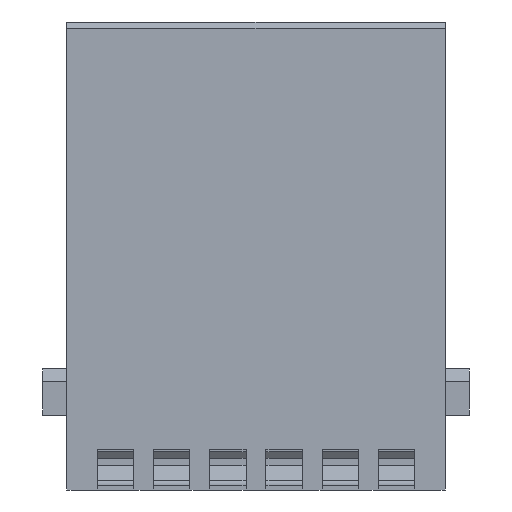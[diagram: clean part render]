
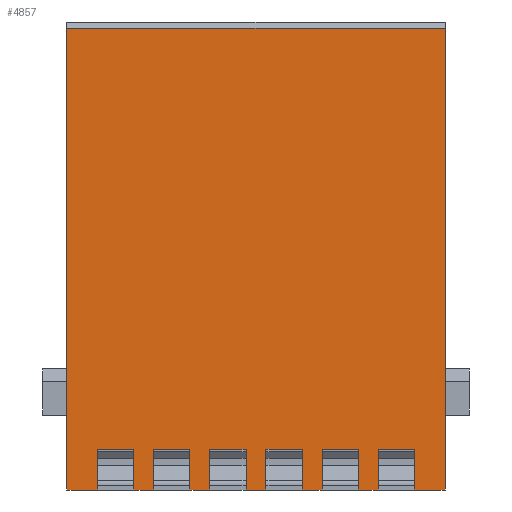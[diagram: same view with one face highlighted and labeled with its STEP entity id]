
A CAD part, left-side view. The second image highlights one B-rep face of the part: STEP entity #4857.
In plain terms, the highlighted planar face has unit normal (-1, 0, 0).
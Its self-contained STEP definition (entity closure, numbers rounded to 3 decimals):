
#4312=FACE_OUTER_BOUND('',#8268,.T.);
#4857=ADVANCED_FACE('',(#4312),#5378,.T.);
#5378=PLANE('',#15401);
#5707=LINE('',#18852,#6714);
#5736=LINE('',#18928,#6743);
#5778=LINE('',#19055,#6785);
#5795=LINE('',#19109,#6802);
#5812=LINE('',#19158,#6819);
#5834=LINE('',#19233,#6841);
#5920=LINE('',#19471,#6927);
#5932=LINE('',#19498,#6939);
#5953=LINE('',#19593,#6960);
#5961=LINE('',#19611,#6968);
#5977=LINE('',#19661,#6984);
#5985=LINE('',#19679,#6992);
#6087=LINE('',#19972,#7094);
#6095=LINE('',#19990,#7102);
#6114=LINE('',#20041,#7121);
#6122=LINE('',#20059,#7129);
#6130=LINE('',#20080,#7137);
#6138=LINE('',#20098,#7145);
#6264=LINE('',#21228,#7271);
#6270=LINE('',#21236,#7277);
#6272=LINE('',#21238,#7279);
#6274=LINE('',#21240,#7281);
#6276=LINE('',#21242,#7283);
#6278=LINE('',#21244,#7285);
#6280=LINE('',#21246,#7287);
#6282=LINE('',#21248,#7289);
#6310=LINE('',#21302,#7317);
#6311=LINE('',#21304,#7318);
#6714=VECTOR('',#15946,1.);
#6743=VECTOR('',#15999,1.);
#6785=VECTOR('',#16093,1.);
#6802=VECTOR('',#16134,1.);
#6819=VECTOR('',#16169,1.);
#6841=VECTOR('',#16227,1.);
#6927=VECTOR('',#16427,1.);
#6939=VECTOR('',#16449,1.);
#6960=VECTOR('',#16508,1.);
#6968=VECTOR('',#16520,1.);
#6984=VECTOR('',#16570,1.);
#6992=VECTOR('',#16582,1.);
#7094=VECTOR('',#16860,1.);
#7102=VECTOR('',#16872,1.);
#7121=VECTOR('',#16923,1.);
#7129=VECTOR('',#16935,1.);
#7137=VECTOR('',#16959,1.);
#7145=VECTOR('',#16971,1.);
#7271=VECTOR('',#17417,1.);
#7277=VECTOR('',#17425,1.);
#7279=VECTOR('',#17427,1.);
#7281=VECTOR('',#17429,1.);
#7283=VECTOR('',#17431,1.);
#7285=VECTOR('',#17433,1.);
#7287=VECTOR('',#17435,1.);
#7289=VECTOR('',#17437,1.);
#7317=VECTOR('',#17491,1.);
#7318=VECTOR('',#17494,1.);
#8268=EDGE_LOOP('',(#10300,#10301,#10302,#10303,#10304,#10305,#10306,#10307,
#10308,#10309,#10310,#10311,#10312,#10313,#10314,#10315,#10316,#10317,#10318,
#10319,#10320,#10321,#10322,#10323,#10324,#10325,#10326,#10327));
#10300=ORIENTED_EDGE('',*,*,#13553,.T.);
#10301=ORIENTED_EDGE('',*,*,#13512,.T.);
#10302=ORIENTED_EDGE('',*,*,#12857,.T.);
#10303=ORIENTED_EDGE('',*,*,#13258,.T.);
#10304=ORIENTED_EDGE('',*,*,#13267,.T.);
#10305=ORIENTED_EDGE('',*,*,#13510,.T.);
#10306=ORIENTED_EDGE('',*,*,#12822,.T.);
#10307=ORIENTED_EDGE('',*,*,#13024,.T.);
#10308=ORIENTED_EDGE('',*,*,#13033,.T.);
#10309=ORIENTED_EDGE('',*,*,#13508,.T.);
#10310=ORIENTED_EDGE('',*,*,#12774,.T.);
#10311=ORIENTED_EDGE('',*,*,#13238,.T.);
#10312=ORIENTED_EDGE('',*,*,#13247,.T.);
#10313=ORIENTED_EDGE('',*,*,#13506,.T.);
#10314=ORIENTED_EDGE('',*,*,#12676,.T.);
#10315=ORIENTED_EDGE('',*,*,#13056,.T.);
#10316=ORIENTED_EDGE('',*,*,#13065,.T.);
#10317=ORIENTED_EDGE('',*,*,#13504,.T.);
#10318=ORIENTED_EDGE('',*,*,#12799,.T.);
#10319=ORIENTED_EDGE('',*,*,#13204,.T.);
#10320=ORIENTED_EDGE('',*,*,#13213,.T.);
#10321=ORIENTED_EDGE('',*,*,#13502,.T.);
#10322=ORIENTED_EDGE('',*,*,#12713,.T.);
#10323=ORIENTED_EDGE('',*,*,#12971,.T.);
#10324=ORIENTED_EDGE('',*,*,#13494,.T.);
#10325=ORIENTED_EDGE('',*,*,#13500,.T.);
#10326=ORIENTED_EDGE('',*,*,#13552,.T.);
#10327=ORIENTED_EDGE('',*,*,#12984,.T.);
#11693=VERTEX_POINT('',#18851);
#11694=VERTEX_POINT('',#18853);
#11728=VERTEX_POINT('',#18927);
#11729=VERTEX_POINT('',#18929);
#11787=VERTEX_POINT('',#19054);
#11788=VERTEX_POINT('',#19056);
#11812=VERTEX_POINT('',#19108);
#11813=VERTEX_POINT('',#19110);
#11835=VERTEX_POINT('',#19157);
#11836=VERTEX_POINT('',#19159);
#11870=VERTEX_POINT('',#19232);
#11871=VERTEX_POINT('',#19234);
#11966=VERTEX_POINT('',#19472);
#11973=VERTEX_POINT('',#19493);
#11975=VERTEX_POINT('',#19497);
#12011=VERTEX_POINT('',#19594);
#12018=VERTEX_POINT('',#19610);
#12036=VERTEX_POINT('',#19662);
#12043=VERTEX_POINT('',#19678);
#12147=VERTEX_POINT('',#19973);
#12154=VERTEX_POINT('',#19989);
#12171=VERTEX_POINT('',#20042);
#12178=VERTEX_POINT('',#20058);
#12184=VERTEX_POINT('',#20081);
#12191=VERTEX_POINT('',#20097);
#12310=VERTEX_POINT('',#21227);
#12311=VERTEX_POINT('',#21235);
#12312=VERTEX_POINT('',#21249);
#12676=EDGE_CURVE('',#11694,#11693,#5707,.T.);
#12713=EDGE_CURVE('',#11729,#11728,#5736,.T.);
#12774=EDGE_CURVE('',#11788,#11787,#5778,.T.);
#12799=EDGE_CURVE('',#11813,#11812,#5795,.T.);
#12822=EDGE_CURVE('',#11836,#11835,#5812,.T.);
#12857=EDGE_CURVE('',#11871,#11870,#5834,.T.);
#12971=EDGE_CURVE('',#11728,#11966,#5920,.T.);
#12984=EDGE_CURVE('',#11973,#11975,#5932,.T.);
#13024=EDGE_CURVE('',#11835,#12011,#5953,.T.);
#13033=EDGE_CURVE('',#12011,#12018,#5961,.T.);
#13056=EDGE_CURVE('',#11693,#12036,#5977,.T.);
#13065=EDGE_CURVE('',#12036,#12043,#5985,.T.);
#13204=EDGE_CURVE('',#11812,#12147,#6087,.T.);
#13213=EDGE_CURVE('',#12147,#12154,#6095,.T.);
#13238=EDGE_CURVE('',#11787,#12171,#6114,.T.);
#13247=EDGE_CURVE('',#12171,#12178,#6122,.T.);
#13258=EDGE_CURVE('',#11870,#12184,#6130,.T.);
#13267=EDGE_CURVE('',#12184,#12191,#6138,.T.);
#13494=EDGE_CURVE('',#11966,#12310,#6264,.T.);
#13500=EDGE_CURVE('',#12310,#12311,#6270,.T.);
#13502=EDGE_CURVE('',#12154,#11729,#6272,.T.);
#13504=EDGE_CURVE('',#12043,#11813,#6274,.T.);
#13506=EDGE_CURVE('',#12178,#11694,#6276,.T.);
#13508=EDGE_CURVE('',#12018,#11788,#6278,.T.);
#13510=EDGE_CURVE('',#12191,#11836,#6280,.T.);
#13512=EDGE_CURVE('',#12312,#11871,#6282,.T.);
#13552=EDGE_CURVE('',#12311,#11973,#6310,.T.);
#13553=EDGE_CURVE('',#11975,#12312,#6311,.T.);
#15401=AXIS2_PLACEMENT_3D('',#21306,#17497,#17498);
#15946=DIRECTION('',(0.,0.,1.));
#15999=DIRECTION('',(0.,0.,1.));
#16093=DIRECTION('',(0.,0.,1.));
#16134=DIRECTION('',(0.,0.,1.));
#16169=DIRECTION('',(0.,0.,1.));
#16227=DIRECTION('',(0.,0.,1.));
#16427=DIRECTION('',(0.,-1.,0.));
#16449=DIRECTION('',(0.,1.,0.));
#16508=DIRECTION('',(0.,-1.,0.));
#16520=DIRECTION('',(0.,0.,-1.));
#16570=DIRECTION('',(0.,-1.,0.));
#16582=DIRECTION('',(0.,0.,-1.));
#16860=DIRECTION('',(0.,-1.,0.));
#16872=DIRECTION('',(0.,0.,-1.));
#16923=DIRECTION('',(0.,-1.,0.));
#16935=DIRECTION('',(0.,0.,-1.));
#16959=DIRECTION('',(0.,-1.,0.));
#16971=DIRECTION('',(0.,0.,-1.));
#17417=DIRECTION('',(0.,0.,-1.));
#17425=DIRECTION('',(0.,-1.,0.));
#17427=DIRECTION('',(0.,-1.,0.));
#17429=DIRECTION('',(0.,-1.,0.));
#17431=DIRECTION('',(0.,-1.,0.));
#17433=DIRECTION('',(0.,-1.,0.));
#17435=DIRECTION('',(0.,-1.,0.));
#17437=DIRECTION('',(0.,-1.,0.));
#17491=DIRECTION('',(0.,0.,1.));
#17494=DIRECTION('',(0.,0.,-1.));
#17497=DIRECTION('',(-1.,0.,0.));
#17498=DIRECTION('',(0.,1.,0.));
#18851=CARTESIAN_POINT('',(-7.325,-0.8,-18.05));
#18852=CARTESIAN_POINT('',(-7.325,-0.8,-21.3));
#18853=CARTESIAN_POINT('',(-7.325,-0.8,-21.3));
#18927=CARTESIAN_POINT('',(-7.325,-9.8,-18.05));
#18928=CARTESIAN_POINT('',(-7.325,-9.8,-21.3));
#18929=CARTESIAN_POINT('',(-7.325,-9.8,-21.3));
#19054=CARTESIAN_POINT('',(-7.325,3.7,-18.05));
#19055=CARTESIAN_POINT('',(-7.325,3.7,-21.3));
#19056=CARTESIAN_POINT('',(-7.325,3.7,-21.3));
#19108=CARTESIAN_POINT('',(-7.325,-5.3,-18.05));
#19109=CARTESIAN_POINT('',(-7.325,-5.3,-21.3));
#19110=CARTESIAN_POINT('',(-7.325,-5.3,-21.3));
#19157=CARTESIAN_POINT('',(-7.325,8.2,-18.05));
#19158=CARTESIAN_POINT('',(-7.325,8.2,-21.3));
#19159=CARTESIAN_POINT('',(-7.325,8.2,-21.3));
#19232=CARTESIAN_POINT('',(-7.325,12.7,-18.05));
#19233=CARTESIAN_POINT('',(-7.325,12.7,-21.3));
#19234=CARTESIAN_POINT('',(-7.325,12.7,-21.3));
#19471=CARTESIAN_POINT('',(-7.325,-9.75,-18.05));
#19472=CARTESIAN_POINT('',(-7.325,-12.7,-18.05));
#19493=CARTESIAN_POINT('',(-7.325,-15.15,15.7));
#19497=CARTESIAN_POINT('',(-7.325,15.15,15.7));
#19498=CARTESIAN_POINT('',(-7.325,-15.15,15.7));
#19593=CARTESIAN_POINT('',(-7.325,8.25,-18.05));
#19594=CARTESIAN_POINT('',(-7.325,5.3,-18.05));
#19610=CARTESIAN_POINT('',(-7.325,5.3,-21.3));
#19611=CARTESIAN_POINT('',(-7.325,5.3,-18.05));
#19661=CARTESIAN_POINT('',(-7.325,-0.75,-18.05));
#19662=CARTESIAN_POINT('',(-7.325,-3.7,-18.05));
#19678=CARTESIAN_POINT('',(-7.325,-3.7,-21.3));
#19679=CARTESIAN_POINT('',(-7.325,-3.7,-18.05));
#19972=CARTESIAN_POINT('',(-7.325,-5.25,-18.05));
#19973=CARTESIAN_POINT('',(-7.325,-8.2,-18.05));
#19989=CARTESIAN_POINT('',(-7.325,-8.2,-21.3));
#19990=CARTESIAN_POINT('',(-7.325,-8.2,-18.05));
#20041=CARTESIAN_POINT('',(-7.325,3.75,-18.05));
#20042=CARTESIAN_POINT('',(-7.325,0.8,-18.05));
#20058=CARTESIAN_POINT('',(-7.325,0.8,-21.3));
#20059=CARTESIAN_POINT('',(-7.325,0.8,-18.05));
#20080=CARTESIAN_POINT('',(-7.325,12.75,-18.05));
#20081=CARTESIAN_POINT('',(-7.325,9.8,-18.05));
#20097=CARTESIAN_POINT('',(-7.325,9.8,-21.3));
#20098=CARTESIAN_POINT('',(-7.325,9.8,-18.05));
#21227=CARTESIAN_POINT('',(-7.325,-12.7,-21.3));
#21228=CARTESIAN_POINT('',(-7.325,-12.7,-18.05));
#21235=CARTESIAN_POINT('',(-7.325,-15.15,-21.3));
#21236=CARTESIAN_POINT('',(-7.325,-12.75,-21.3));
#21238=CARTESIAN_POINT('',(-7.325,-8.25,-21.3));
#21240=CARTESIAN_POINT('',(-7.325,-3.75,-21.3));
#21242=CARTESIAN_POINT('',(-7.325,0.75,-21.3));
#21244=CARTESIAN_POINT('',(-7.325,5.25,-21.3));
#21246=CARTESIAN_POINT('',(-7.325,9.75,-21.3));
#21248=CARTESIAN_POINT('',(-7.325,15.15,-21.3));
#21249=CARTESIAN_POINT('',(-7.325,15.15,-21.3));
#21302=CARTESIAN_POINT('',(-7.325,-15.15,-21.3));
#21304=CARTESIAN_POINT('',(-7.325,15.15,15.7));
#21306=CARTESIAN_POINT('',(-7.325,-15.25,16.3));
